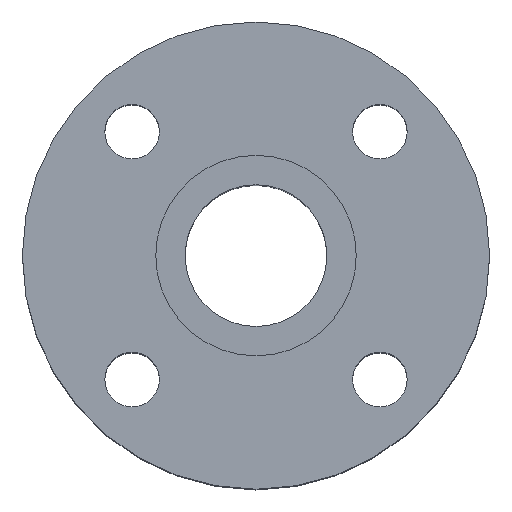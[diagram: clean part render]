
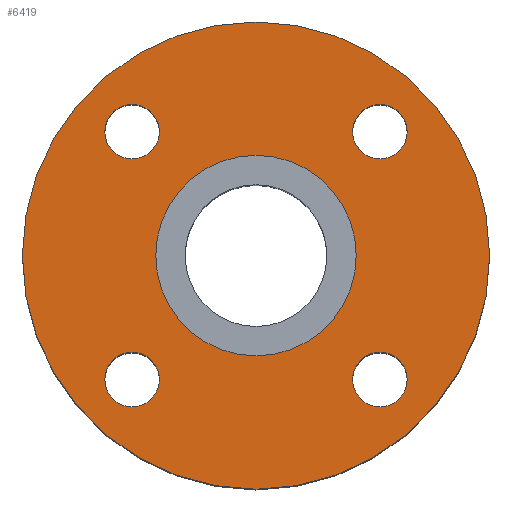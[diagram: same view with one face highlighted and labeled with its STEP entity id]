
A CAD part, top view. The second image highlights one B-rep face of the part: STEP entity #6419.
In plain terms, the highlighted planar face has unit normal (0, 0, 1).
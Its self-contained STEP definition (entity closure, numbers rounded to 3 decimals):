
#74 = FACE_BOUND ( 'NONE', #10822, .T. ) ;
#125 = VERTEX_POINT ( 'NONE', #6748 ) ;
#213 = CARTESIAN_POINT ( 'NONE',  ( -31.82, 31.82, -0.4 ) ) ;
#705 = VERTEX_POINT ( 'NONE', #29057 ) ;
#751 = EDGE_CURVE ( 'NONE', #11108, #125, #25195, .T. ) ;
#798 = AXIS2_PLACEMENT_3D ( 'NONE', #19700, #29624, #15576 ) ;
#807 = CARTESIAN_POINT ( 'NONE',  ( 24.82, -31.82, -0.4 ) ) ;
#1069 = AXIS2_PLACEMENT_3D ( 'NONE', #21946, #10322, #11378 ) ;
#1378 = ORIENTED_EDGE ( 'NONE', *, *, #22654, .F. ) ;
#1421 = CARTESIAN_POINT ( 'NONE',  ( -38.82, 31.82, -0.4 ) ) ;
#1637 = VERTEX_POINT ( 'NONE', #13269 ) ;
#1798 = DIRECTION ( 'NONE',  ( 0., -1., 0. ) ) ;
#1880 = DIRECTION ( 'NONE',  ( -1., 0., 0. ) ) ;
#2388 = CARTESIAN_POINT ( 'NONE',  ( -60., 0., -0.4 ) ) ;
#2478 = CARTESIAN_POINT ( 'NONE',  ( 0., 0., -0.4 ) ) ;
#2816 = ORIENTED_EDGE ( 'NONE', *, *, #20634, .F. ) ;
#3172 = ORIENTED_EDGE ( 'NONE', *, *, #28276, .F. ) ;
#3198 = EDGE_CURVE ( 'NONE', #1637, #16334, #15852, .T. ) ;
#4214 = AXIS2_PLACEMENT_3D ( 'NONE', #6448, #17935, #1880 ) ;
#4416 = ORIENTED_EDGE ( 'NONE', *, *, #751, .F. ) ;
#4448 = AXIS2_PLACEMENT_3D ( 'NONE', #12298, #28333, #26048 ) ;
#4635 = AXIS2_PLACEMENT_3D ( 'NONE', #213, #16125, #6924 ) ;
#4665 = DIRECTION ( 'NONE',  ( 0., 0., -1. ) ) ;
#4810 = CARTESIAN_POINT ( 'NONE',  ( 24.82, 31.82, -0.4 ) ) ;
#5170 = ORIENTED_EDGE ( 'NONE', *, *, #16338, .F. ) ;
#5192 = CIRCLE ( 'NONE', #798, 25.75 ) ;
#5272 = EDGE_LOOP ( 'NONE', ( #1378, #6631 ) ) ;
#5856 = ORIENTED_EDGE ( 'NONE', *, *, #6710, .T. ) ;
#5991 = DIRECTION ( 'NONE',  ( 1., 0., 0. ) ) ;
#6419 = ADVANCED_FACE ( 'NONE', ( #9228, #74, #28166, #28010, #28315, #13827 ), #26027, .F. ) ;
#6448 = CARTESIAN_POINT ( 'NONE',  ( -31.82, -31.82, -0.4 ) ) ;
#6631 = ORIENTED_EDGE ( 'NONE', *, *, #16425, .F. ) ;
#6710 = EDGE_CURVE ( 'NONE', #27034, #17513, #19610, .T. ) ;
#6748 = CARTESIAN_POINT ( 'NONE',  ( -24.82, -31.82, -0.4 ) ) ;
#6924 = DIRECTION ( 'NONE',  ( 0., 1., 0. ) ) ;
#7059 = DIRECTION ( 'NONE',  ( 0., 0., 1. ) ) ;
#7060 = CIRCLE ( 'NONE', #10965, 7. ) ;
#8499 = CARTESIAN_POINT ( 'NONE',  ( 31.82, -31.82, -0.4 ) ) ;
#9027 = CIRCLE ( 'NONE', #4635, 7. ) ;
#9228 = FACE_BOUND ( 'NONE', #15894, .T. ) ;
#9642 = DIRECTION ( 'NONE',  ( 0., 0., 1. ) ) ;
#10159 = ORIENTED_EDGE ( 'NONE', *, *, #23310, .F. ) ;
#10254 = EDGE_CURVE ( 'NONE', #17513, #27034, #17629, .T. ) ;
#10322 = DIRECTION ( 'NONE',  ( 0., 0., 1. ) ) ;
#10529 = AXIS2_PLACEMENT_3D ( 'NONE', #21431, #7059, #28288 ) ;
#10822 = EDGE_LOOP ( 'NONE', ( #3172, #4416 ) ) ;
#10965 = AXIS2_PLACEMENT_3D ( 'NONE', #15166, #12862, #5991 ) ;
#11108 = VERTEX_POINT ( 'NONE', #27109 ) ;
#11377 = CARTESIAN_POINT ( 'NONE',  ( 0., 25.75, -0.4 ) ) ;
#11378 = DIRECTION ( 'NONE',  ( -1., 0., 0. ) ) ;
#11696 = EDGE_CURVE ( 'NONE', #26642, #28605, #14277, .T. ) ;
#11786 = CARTESIAN_POINT ( 'NONE',  ( 0., 0., -0.4 ) ) ;
#12298 = CARTESIAN_POINT ( 'NONE',  ( 0., 0., -0.4 ) ) ;
#12708 = DIRECTION ( 'NONE',  ( 0., 1., 0. ) ) ;
#12862 = DIRECTION ( 'NONE',  ( 0., 0., 1. ) ) ;
#13092 = VERTEX_POINT ( 'NONE', #25796 ) ;
#13269 = CARTESIAN_POINT ( 'NONE',  ( -24.82, 31.82, -0.4 ) ) ;
#13827 = FACE_OUTER_BOUND ( 'NONE', #27531, .T. ) ;
#13897 = ORIENTED_EDGE ( 'NONE', *, *, #10254, .T. ) ;
#13981 = EDGE_LOOP ( 'NONE', ( #22246, #17271 ) ) ;
#14277 = CIRCLE ( 'NONE', #20132, 7. ) ;
#15166 = CARTESIAN_POINT ( 'NONE',  ( 31.82, 31.82, -0.4 ) ) ;
#15305 = CIRCLE ( 'NONE', #16806, 25.75 ) ;
#15576 = DIRECTION ( 'NONE',  ( 1., 0., 0. ) ) ;
#15852 = CIRCLE ( 'NONE', #19745, 7. ) ;
#15894 = EDGE_LOOP ( 'NONE', ( #5170, #16458 ) ) ;
#16125 = DIRECTION ( 'NONE',  ( 0., 0., 1. ) ) ;
#16217 = VERTEX_POINT ( 'NONE', #4810 ) ;
#16334 = VERTEX_POINT ( 'NONE', #1421 ) ;
#16338 = EDGE_CURVE ( 'NONE', #28605, #26642, #29956, .T. ) ;
#16425 = EDGE_CURVE ( 'NONE', #705, #13092, #15305, .T. ) ;
#16458 = ORIENTED_EDGE ( 'NONE', *, *, #11696, .F. ) ;
#16806 = AXIS2_PLACEMENT_3D ( 'NONE', #2478, #29980, #20662 ) ;
#17271 = ORIENTED_EDGE ( 'NONE', *, *, #20424, .F. ) ;
#17281 = AXIS2_PLACEMENT_3D ( 'NONE', #22943, #25249, #27223 ) ;
#17513 = VERTEX_POINT ( 'NONE', #23135 ) ;
#17629 = CIRCLE ( 'NONE', #4448, 60. ) ;
#17843 = DIRECTION ( 'NONE',  ( 0., 0., 1. ) ) ;
#17935 = DIRECTION ( 'NONE',  ( 0., 0., 1. ) ) ;
#18692 = DIRECTION ( 'NONE',  ( 1., 0., 0. ) ) ;
#19610 = CIRCLE ( 'NONE', #26918, 60. ) ;
#19700 = CARTESIAN_POINT ( 'NONE',  ( 0., 0., -0.4 ) ) ;
#19745 = AXIS2_PLACEMENT_3D ( 'NONE', #22183, #26910, #12708 ) ;
#20132 = AXIS2_PLACEMENT_3D ( 'NONE', #8499, #17843, #1798 ) ;
#20228 = CARTESIAN_POINT ( 'NONE',  ( 38.82, -31.82, -0.4 ) ) ;
#20424 = EDGE_CURVE ( 'NONE', #16334, #1637, #9027, .T. ) ;
#20634 = EDGE_CURVE ( 'NONE', #29119, #16217, #7060, .T. ) ;
#20662 = DIRECTION ( 'NONE',  ( 1., 0., 0. ) ) ;
#21431 = CARTESIAN_POINT ( 'NONE',  ( 31.82, 31.82, -0.4 ) ) ;
#21946 = CARTESIAN_POINT ( 'NONE',  ( -31.82, -31.82, -0.4 ) ) ;
#22183 = CARTESIAN_POINT ( 'NONE',  ( -31.82, 31.82, -0.4 ) ) ;
#22246 = ORIENTED_EDGE ( 'NONE', *, *, #3198, .F. ) ;
#22654 = EDGE_CURVE ( 'NONE', #13092, #705, #5192, .T. ) ;
#22943 = CARTESIAN_POINT ( 'NONE',  ( 31.82, -31.82, -0.4 ) ) ;
#23135 = CARTESIAN_POINT ( 'NONE',  ( 60., 0., -0.4 ) ) ;
#23310 = EDGE_CURVE ( 'NONE', #16217, #29119, #26629, .T. ) ;
#25195 = CIRCLE ( 'NONE', #4214, 7. ) ;
#25249 = DIRECTION ( 'NONE',  ( 0., 0., 1. ) ) ;
#25583 = DIRECTION ( 'NONE',  ( -1., 0., 0. ) ) ;
#25796 = CARTESIAN_POINT ( 'NONE',  ( 25.75, 0., -0.4 ) ) ;
#25933 = CIRCLE ( 'NONE', #1069, 7. ) ;
#26027 = PLANE ( 'NONE',  #27868 ) ;
#26048 = DIRECTION ( 'NONE',  ( 1., 0., 0. ) ) ;
#26629 = CIRCLE ( 'NONE', #10529, 7. ) ;
#26642 = VERTEX_POINT ( 'NONE', #807 ) ;
#26910 = DIRECTION ( 'NONE',  ( 0., 0., 1. ) ) ;
#26918 = AXIS2_PLACEMENT_3D ( 'NONE', #11786, #9642, #18692 ) ;
#27034 = VERTEX_POINT ( 'NONE', #2388 ) ;
#27109 = CARTESIAN_POINT ( 'NONE',  ( -38.82, -31.82, -0.4 ) ) ;
#27223 = DIRECTION ( 'NONE',  ( 0., -1., 0. ) ) ;
#27531 = EDGE_LOOP ( 'NONE', ( #13897, #5856 ) ) ;
#27868 = AXIS2_PLACEMENT_3D ( 'NONE', #11377, #4665, #25583 ) ;
#28010 = FACE_BOUND ( 'NONE', #29062, .T. ) ;
#28166 = FACE_BOUND ( 'NONE', #13981, .T. ) ;
#28276 = EDGE_CURVE ( 'NONE', #125, #11108, #25933, .T. ) ;
#28288 = DIRECTION ( 'NONE',  ( 1., 0., 0. ) ) ;
#28315 = FACE_BOUND ( 'NONE', #5272, .T. ) ;
#28333 = DIRECTION ( 'NONE',  ( 0., 0., 1. ) ) ;
#28605 = VERTEX_POINT ( 'NONE', #20228 ) ;
#29057 = CARTESIAN_POINT ( 'NONE',  ( -25.75, 0., -0.4 ) ) ;
#29062 = EDGE_LOOP ( 'NONE', ( #2816, #10159 ) ) ;
#29119 = VERTEX_POINT ( 'NONE', #29776 ) ;
#29624 = DIRECTION ( 'NONE',  ( 0., 0., 1. ) ) ;
#29776 = CARTESIAN_POINT ( 'NONE',  ( 38.82, 31.82, -0.4 ) ) ;
#29956 = CIRCLE ( 'NONE', #17281, 7. ) ;
#29980 = DIRECTION ( 'NONE',  ( 0., 0., 1. ) ) ;
